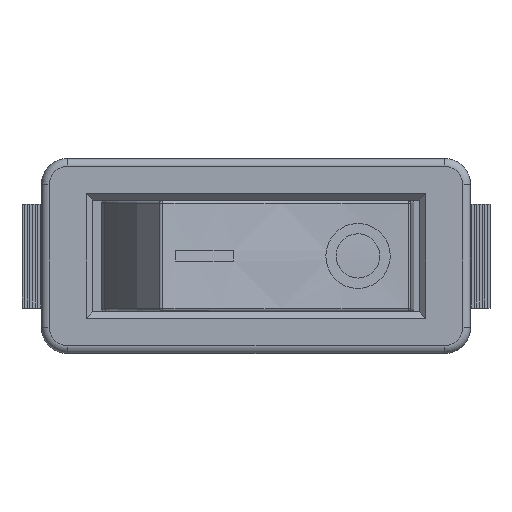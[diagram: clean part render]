
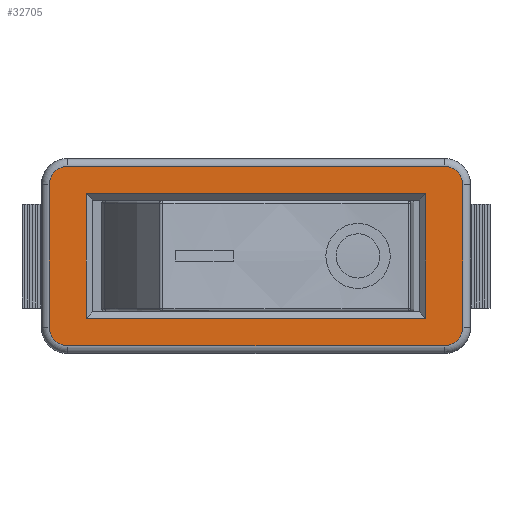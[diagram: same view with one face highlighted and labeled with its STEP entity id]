
A CAD part, top view. The second image highlights one B-rep face of the part: STEP entity #32705.
In plain terms, the highlighted planar face has unit normal (0, 0, 1).
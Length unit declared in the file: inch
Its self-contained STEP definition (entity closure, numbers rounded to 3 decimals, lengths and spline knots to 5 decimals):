
#32456=CARTESIAN_POINT('',(-0.51378,-0.18898,0.74803));
#32457=VERTEX_POINT('',#32456);
#32464=CARTESIAN_POINT('',(0.51378,-0.18898,0.74803));
#32465=VERTEX_POINT('',#32464);
#32466=CARTESIAN_POINT('',(-0.51378,-0.18898,0.74803));
#32467=DIRECTION('',(1.0,0.0,0.0));
#32468=VECTOR('',#32467,1.02756);
#32469=LINE('',#32466,#32468);
#32470=EDGE_CURVE('',#32457,#32465,#32469,.T.);
#32494=CARTESIAN_POINT('',(-0.51378,0.18898,0.74803));
#32495=VERTEX_POINT('',#32494);
#32502=CARTESIAN_POINT('',(-0.51378,0.18898,0.74803));
#32503=DIRECTION('',(0.0,-1.0,0.0));
#32504=VECTOR('',#32503,0.37795);
#32505=LINE('',#32502,#32504);
#32506=EDGE_CURVE('',#32495,#32457,#32505,.T.);
#32525=CARTESIAN_POINT('',(0.51378,0.18898,0.74803));
#32526=VERTEX_POINT('',#32525);
#32533=CARTESIAN_POINT('',(0.51378,0.18898,0.74803));
#32534=DIRECTION('',(-1.0,0.0,0.0));
#32535=VECTOR('',#32534,1.02756);
#32536=LINE('',#32533,#32535);
#32537=EDGE_CURVE('',#32526,#32495,#32536,.T.);
#32555=CARTESIAN_POINT('',(0.51378,-0.18898,0.74803));
#32556=DIRECTION('',(0.0,1.0,0.0));
#32557=VECTOR('',#32556,0.37795);
#32558=LINE('',#32555,#32557);
#32559=EDGE_CURVE('',#32465,#32526,#32558,.T.);
#32624=CARTESIAN_POINT('',(-0.68858,-0.29882,0.74803));
#32625=DIRECTION('',(0.0,0.0,1.0));
#32626=DIRECTION('',(1.0,0.0,0.0));
#32627=AXIS2_PLACEMENT_3D('',#32624,#32625,#32626);
#32628=PLANE('',#32627);
#32629=CARTESIAN_POINT('',(-0.62598,-0.21654,0.74803));
#32630=VERTEX_POINT('',#32629);
#32631=CARTESIAN_POINT('',(-0.62598,0.21654,0.74803));
#32632=VERTEX_POINT('',#32631);
#32633=CARTESIAN_POINT('',(-0.62598,-0.21654,0.74803));
#32634=DIRECTION('',(0.0,1.0,0.0));
#32635=VECTOR('',#32634,0.43307);
#32636=LINE('',#32633,#32635);
#32637=EDGE_CURVE('',#32630,#32632,#32636,.T.);
#32638=ORIENTED_EDGE('',*,*,#32637,.F.);
#32639=CARTESIAN_POINT('',(-0.57087,-0.27165,0.74803));
#32640=VERTEX_POINT('',#32639);
#32641=CARTESIAN_POINT('',(-0.57087,-0.21654,0.74803));
#32642=DIRECTION('',(0.0,0.0,-1.0));
#32643=DIRECTION('',(-0.707,-0.707,0.0));
#32644=AXIS2_PLACEMENT_3D('',#32641,#32642,#32643);
#32645=CIRCLE('',#32644,0.05512);
#32646=EDGE_CURVE('',#32640,#32630,#32645,.T.);
#32647=ORIENTED_EDGE('',*,*,#32646,.F.);
#32648=CARTESIAN_POINT('',(0.57087,-0.27165,0.74803));
#32649=VERTEX_POINT('',#32648);
#32650=CARTESIAN_POINT('',(0.57087,-0.27165,0.74803));
#32651=DIRECTION('',(-1.0,0.0,0.0));
#32652=VECTOR('',#32651,1.14173);
#32653=LINE('',#32650,#32652);
#32654=EDGE_CURVE('',#32649,#32640,#32653,.T.);
#32655=ORIENTED_EDGE('',*,*,#32654,.F.);
#32656=CARTESIAN_POINT('',(0.62598,-0.21654,0.74803));
#32657=VERTEX_POINT('',#32656);
#32658=CARTESIAN_POINT('',(0.57087,-0.21654,0.74803));
#32659=DIRECTION('',(0.0,0.0,-1.0));
#32660=DIRECTION('',(0.707,-0.707,0.0));
#32661=AXIS2_PLACEMENT_3D('',#32658,#32659,#32660);
#32662=CIRCLE('',#32661,0.05512);
#32663=EDGE_CURVE('',#32657,#32649,#32662,.T.);
#32664=ORIENTED_EDGE('',*,*,#32663,.F.);
#32665=CARTESIAN_POINT('',(0.62598,0.21654,0.74803));
#32666=VERTEX_POINT('',#32665);
#32667=CARTESIAN_POINT('',(0.62598,0.21654,0.74803));
#32668=DIRECTION('',(0.0,-1.0,0.0));
#32669=VECTOR('',#32668,0.43307);
#32670=LINE('',#32667,#32669);
#32671=EDGE_CURVE('',#32666,#32657,#32670,.T.);
#32672=ORIENTED_EDGE('',*,*,#32671,.F.);
#32673=CARTESIAN_POINT('',(0.57087,0.27165,0.74803));
#32674=VERTEX_POINT('',#32673);
#32675=CARTESIAN_POINT('',(0.57087,0.21654,0.74803));
#32676=DIRECTION('',(0.0,0.0,-1.0));
#32677=DIRECTION('',(0.707,0.707,0.0));
#32678=AXIS2_PLACEMENT_3D('',#32675,#32676,#32677);
#32679=CIRCLE('',#32678,0.05512);
#32680=EDGE_CURVE('',#32674,#32666,#32679,.T.);
#32681=ORIENTED_EDGE('',*,*,#32680,.F.);
#32682=CARTESIAN_POINT('',(-0.57087,0.27165,0.74803));
#32683=VERTEX_POINT('',#32682);
#32684=CARTESIAN_POINT('',(-0.57087,0.27165,0.74803));
#32685=DIRECTION('',(1.0,0.0,0.0));
#32686=VECTOR('',#32685,1.14173);
#32687=LINE('',#32684,#32686);
#32688=EDGE_CURVE('',#32683,#32674,#32687,.T.);
#32689=ORIENTED_EDGE('',*,*,#32688,.F.);
#32690=CARTESIAN_POINT('',(-0.57087,0.21654,0.74803));
#32691=DIRECTION('',(0.0,0.0,-1.0));
#32692=DIRECTION('',(-0.707,0.707,0.0));
#32693=AXIS2_PLACEMENT_3D('',#32690,#32691,#32692);
#32694=CIRCLE('',#32693,0.05512);
#32695=EDGE_CURVE('',#32632,#32683,#32694,.T.);
#32696=ORIENTED_EDGE('',*,*,#32695,.F.);
#32697=EDGE_LOOP('',(#32638,#32647,#32655,#32664,#32672,#32681,#32689,#32696));
#32698=FACE_OUTER_BOUND('',#32697,.T.);
#32699=ORIENTED_EDGE('',*,*,#32470,.F.);
#32700=ORIENTED_EDGE('',*,*,#32506,.F.);
#32701=ORIENTED_EDGE('',*,*,#32537,.F.);
#32702=ORIENTED_EDGE('',*,*,#32559,.F.);
#32703=EDGE_LOOP('',(#32699,#32700,#32701,#32702));
#32704=FACE_BOUND('',#32703,.T.);
#32705=ADVANCED_FACE('',(#32698,#32704),#32628,.T.);
